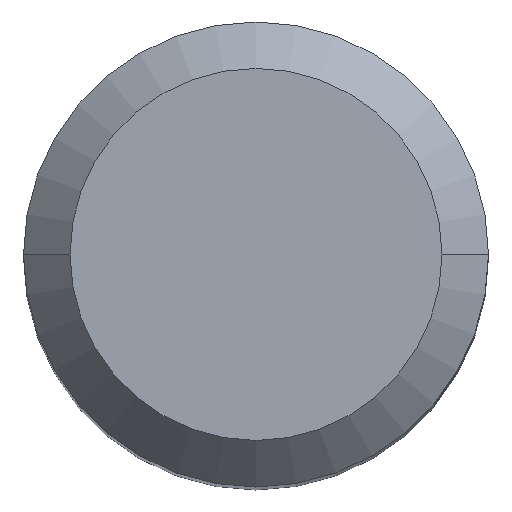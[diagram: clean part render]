
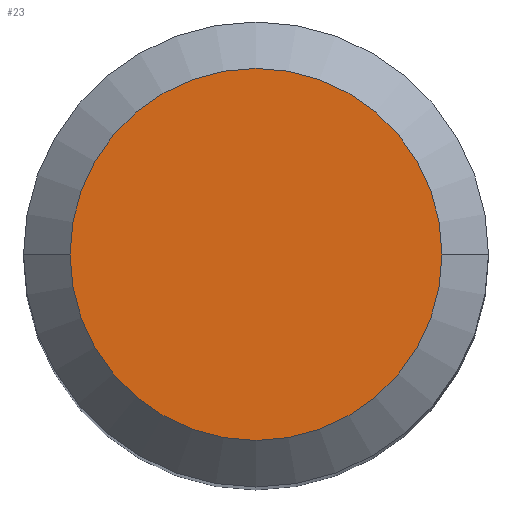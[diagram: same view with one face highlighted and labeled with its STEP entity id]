
A CAD part, top view. The second image highlights one B-rep face of the part: STEP entity #23.
In plain terms, the highlighted planar face has unit normal (0, 0, 1).
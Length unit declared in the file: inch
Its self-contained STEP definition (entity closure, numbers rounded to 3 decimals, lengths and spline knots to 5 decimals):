
#3 = CARTESIAN_POINT ( 'NONE',  ( 0., 0., 0. ) ) ;
#22 = DIRECTION ( 'NONE',  ( 1., 0., 0. ) ) ;
#23 = ADVANCED_FACE ( 'NONE', ( #211 ), #319, .F. ) ;
#36 = DIRECTION ( 'NONE',  ( 1., 0., 0. ) ) ;
#94 = DIRECTION ( 'NONE',  ( 0., 0., -1. ) ) ;
#142 = AXIS2_PLACEMENT_3D ( 'NONE', #213, #362, #22 ) ;
#176 = AXIS2_PLACEMENT_3D ( 'NONE', #3, #376, #36 ) ;
#202 = EDGE_CURVE ( 'NONE', #393, #233, #256, .T. ) ;
#203 = DIRECTION ( 'NONE',  ( -1., 0., 0. ) ) ;
#211 = FACE_OUTER_BOUND ( 'NONE', #459, .T. ) ;
#213 = CARTESIAN_POINT ( 'NONE',  ( 0., 0., 0. ) ) ;
#219 = AXIS2_PLACEMENT_3D ( 'NONE', #387, #94, #203 ) ;
#233 = VERTEX_POINT ( 'NONE', #298 ) ;
#256 = CIRCLE ( 'NONE', #142, 0.18896 ) ;
#281 = ORIENTED_EDGE ( 'NONE', *, *, #288, .T. ) ;
#288 = EDGE_CURVE ( 'NONE', #233, #393, #388, .T. ) ;
#298 = CARTESIAN_POINT ( 'NONE',  ( -0.18896, 0., 0. ) ) ;
#319 = PLANE ( 'NONE',  #219 ) ;
#326 = ORIENTED_EDGE ( 'NONE', *, *, #202, .T. ) ;
#362 = DIRECTION ( 'NONE',  ( 0., 0., 1. ) ) ;
#376 = DIRECTION ( 'NONE',  ( 0., 0., 1. ) ) ;
#387 = CARTESIAN_POINT ( 'NONE',  ( 0., 0., 0. ) ) ;
#388 = CIRCLE ( 'NONE', #176, 0.18896 ) ;
#393 = VERTEX_POINT ( 'NONE', #433 ) ;
#433 = CARTESIAN_POINT ( 'NONE',  ( 0.18896, 0., 0. ) ) ;
#459 = EDGE_LOOP ( 'NONE', ( #281, #326 ) ) ;
